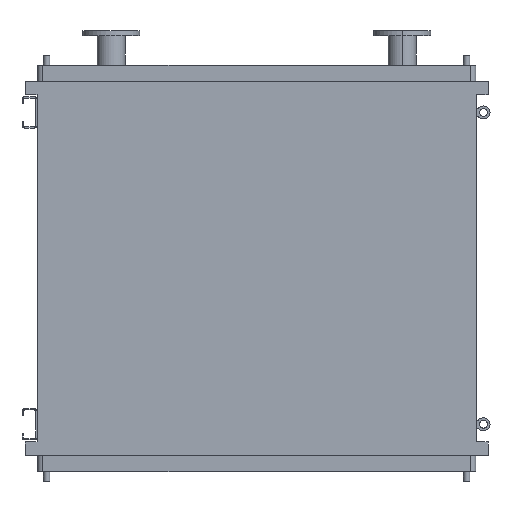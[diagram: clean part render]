
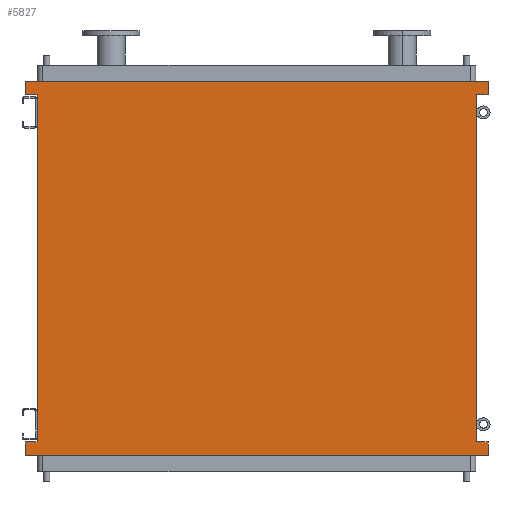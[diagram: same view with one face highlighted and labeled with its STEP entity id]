
A CAD part, front view. The second image highlights one B-rep face of the part: STEP entity #5827.
In plain terms, the highlighted planar face has unit normal (0, -1, 0).
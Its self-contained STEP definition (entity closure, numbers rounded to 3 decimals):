
#24 = DIRECTION ( 'NONE',  ( 0., 0., 1. ) ) ;
#119 = VERTEX_POINT ( 'NONE', #1428 ) ;
#256 = FACE_OUTER_BOUND ( 'NONE', #1147, .T. ) ;
#260 = VECTOR ( 'NONE', #4492, 1000. ) ;
#419 = CARTESIAN_POINT ( 'NONE',  ( 845., 0., -1293. ) ) ;
#602 = VECTOR ( 'NONE', #4627, 1000. ) ;
#631 = VERTEX_POINT ( 'NONE', #5954 ) ;
#645 = DIRECTION ( 'NONE',  ( 0., -1., 0. ) ) ;
#655 = ORIENTED_EDGE ( 'NONE', *, *, #1489, .F. ) ;
#747 = ORIENTED_EDGE ( 'NONE', *, *, #821, .F. ) ;
#821 = EDGE_CURVE ( 'NONE', #119, #631, #6364, .T. ) ;
#926 = CARTESIAN_POINT ( 'NONE',  ( 891., 0., 43. ) ) ;
#1078 = CARTESIAN_POINT ( 'NONE',  ( -891., 0., -1293. ) ) ;
#1147 = EDGE_LOOP ( 'NONE', ( #2693, #2393, #3052, #3422, #1322, #747, #5050, #7421, #4237, #3474, #7110, #655 ) ) ;
#1237 = VECTOR ( 'NONE', #3894, 1000. ) ;
#1306 = LINE ( 'NONE', #1430, #1237 ) ;
#1322 = ORIENTED_EDGE ( 'NONE', *, *, #7346, .F. ) ;
#1363 = VERTEX_POINT ( 'NONE', #926 ) ;
#1428 = CARTESIAN_POINT ( 'NONE',  ( -845., 0., 43. ) ) ;
#1430 = CARTESIAN_POINT ( 'NONE',  ( -891., 0., 95. ) ) ;
#1464 = VERTEX_POINT ( 'NONE', #8036 ) ;
#1489 = EDGE_CURVE ( 'NONE', #6065, #3834, #6210, .T. ) ;
#1705 = AXIS2_PLACEMENT_3D ( 'NONE', #7788, #645, #3471 ) ;
#1741 = CARTESIAN_POINT ( 'NONE',  ( -845., 0., -1250. ) ) ;
#1761 = VERTEX_POINT ( 'NONE', #2798 ) ;
#1799 = EDGE_CURVE ( 'NONE', #1363, #7929, #5248, .T. ) ;
#1823 = VECTOR ( 'NONE', #24, 1000. ) ;
#1856 = CARTESIAN_POINT ( 'NONE',  ( 891., 0., 43. ) ) ;
#1997 = EDGE_CURVE ( 'NONE', #5703, #4176, #5662, .T. ) ;
#2012 = CARTESIAN_POINT ( 'NONE',  ( 845., 0., -1250. ) ) ;
#2080 = CARTESIAN_POINT ( 'NONE',  ( 845., 0., 43. ) ) ;
#2178 = VECTOR ( 'NONE', #2523, 1000. ) ;
#2335 = EDGE_CURVE ( 'NONE', #4176, #2505, #3624, .T. ) ;
#2393 = ORIENTED_EDGE ( 'NONE', *, *, #1799, .F. ) ;
#2455 = VECTOR ( 'NONE', #3846, 1000. ) ;
#2505 = VERTEX_POINT ( 'NONE', #3827 ) ;
#2508 = EDGE_CURVE ( 'NONE', #1761, #5703, #5228, .T. ) ;
#2522 = LINE ( 'NONE', #4402, #6212 ) ;
#2523 = DIRECTION ( 'NONE',  ( 0., 0., -1. ) ) ;
#2536 = CARTESIAN_POINT ( 'NONE',  ( -891., 0., -1345. ) ) ;
#2562 = DIRECTION ( 'NONE',  ( -1., 0., 0. ) ) ;
#2693 = ORIENTED_EDGE ( 'NONE', *, *, #6958, .T. ) ;
#2798 = CARTESIAN_POINT ( 'NONE',  ( 891., 0., -1345. ) ) ;
#3004 = VECTOR ( 'NONE', #6279, 1000. ) ;
#3052 = ORIENTED_EDGE ( 'NONE', *, *, #6905, .F. ) ;
#3422 = ORIENTED_EDGE ( 'NONE', *, *, #5717, .F. ) ;
#3471 = DIRECTION ( 'NONE',  ( 0., 0., -1. ) ) ;
#3474 = ORIENTED_EDGE ( 'NONE', *, *, #2508, .F. ) ;
#3624 = LINE ( 'NONE', #1078, #7120 ) ;
#3827 = CARTESIAN_POINT ( 'NONE',  ( -845., 0., -1293. ) ) ;
#3834 = VERTEX_POINT ( 'NONE', #7292 ) ;
#3846 = DIRECTION ( 'NONE',  ( 1., 0., 0. ) ) ;
#3894 = DIRECTION ( 'NONE',  ( 0., 0., 1. ) ) ;
#3941 = DIRECTION ( 'NONE',  ( 0., 0., 1. ) ) ;
#3988 = CARTESIAN_POINT ( 'NONE',  ( 891., 0., -1345. ) ) ;
#4132 = LINE ( 'NONE', #1741, #1823 ) ;
#4176 = VERTEX_POINT ( 'NONE', #7518 ) ;
#4237 = ORIENTED_EDGE ( 'NONE', *, *, #1997, .F. ) ;
#4402 = CARTESIAN_POINT ( 'NONE',  ( 891., 0., 95. ) ) ;
#4436 = CARTESIAN_POINT ( 'NONE',  ( -891., 0., -1345. ) ) ;
#4492 = DIRECTION ( 'NONE',  ( -1., 0., 0. ) ) ;
#4500 = EDGE_CURVE ( 'NONE', #3834, #1761, #7305, .T. ) ;
#4627 = DIRECTION ( 'NONE',  ( -1., 0., 0. ) ) ;
#4728 = CARTESIAN_POINT ( 'NONE',  ( 891., 0., -1293. ) ) ;
#4943 = DIRECTION ( 'NONE',  ( 1., 0., 0. ) ) ;
#5027 = LINE ( 'NONE', #1856, #2178 ) ;
#5050 = ORIENTED_EDGE ( 'NONE', *, *, #5213, .F. ) ;
#5213 = EDGE_CURVE ( 'NONE', #2505, #119, #4132, .T. ) ;
#5228 = LINE ( 'NONE', #3988, #8159 ) ;
#5248 = LINE ( 'NONE', #2080, #602 ) ;
#5595 = CARTESIAN_POINT ( 'NONE',  ( 845., 0., -1293. ) ) ;
#5662 = LINE ( 'NONE', #2536, #3004 ) ;
#5703 = VERTEX_POINT ( 'NONE', #4436 ) ;
#5717 = EDGE_CURVE ( 'NONE', #1464, #8192, #2522, .T. ) ;
#5768 = VECTOR ( 'NONE', #3941, 1000. ) ;
#5827 = ADVANCED_FACE ( 'NONE', ( #256 ), #5999, .T. ) ;
#5886 = LINE ( 'NONE', #2012, #5768 ) ;
#5954 = CARTESIAN_POINT ( 'NONE',  ( -891., 0., 43. ) ) ;
#5999 = PLANE ( 'NONE',  #1705 ) ;
#6065 = VERTEX_POINT ( 'NONE', #419 ) ;
#6210 = LINE ( 'NONE', #5595, #2455 ) ;
#6212 = VECTOR ( 'NONE', #4943, 1000. ) ;
#6235 = DIRECTION ( 'NONE',  ( 1., 0., 0. ) ) ;
#6279 = DIRECTION ( 'NONE',  ( 0., 0., 1. ) ) ;
#6364 = LINE ( 'NONE', #6483, #260 ) ;
#6483 = CARTESIAN_POINT ( 'NONE',  ( -891., 0., 43. ) ) ;
#6647 = CARTESIAN_POINT ( 'NONE',  ( 891., 0., 95. ) ) ;
#6905 = EDGE_CURVE ( 'NONE', #8192, #1363, #5027, .T. ) ;
#6958 = EDGE_CURVE ( 'NONE', #6065, #7929, #5886, .T. ) ;
#7110 = ORIENTED_EDGE ( 'NONE', *, *, #4500, .F. ) ;
#7120 = VECTOR ( 'NONE', #6235, 1000. ) ;
#7178 = DIRECTION ( 'NONE',  ( 0., 0., -1. ) ) ;
#7292 = CARTESIAN_POINT ( 'NONE',  ( 891., 0., -1293. ) ) ;
#7305 = LINE ( 'NONE', #4728, #7786 ) ;
#7346 = EDGE_CURVE ( 'NONE', #631, #1464, #1306, .T. ) ;
#7421 = ORIENTED_EDGE ( 'NONE', *, *, #2335, .F. ) ;
#7459 = CARTESIAN_POINT ( 'NONE',  ( 845., 0., 43. ) ) ;
#7518 = CARTESIAN_POINT ( 'NONE',  ( -891., 0., -1293. ) ) ;
#7786 = VECTOR ( 'NONE', #7178, 1000. ) ;
#7788 = CARTESIAN_POINT ( 'NONE',  ( -845., 0., -1250. ) ) ;
#7929 = VERTEX_POINT ( 'NONE', #7459 ) ;
#8036 = CARTESIAN_POINT ( 'NONE',  ( -891., 0., 95. ) ) ;
#8159 = VECTOR ( 'NONE', #2562, 1000. ) ;
#8192 = VERTEX_POINT ( 'NONE', #6647 ) ;
